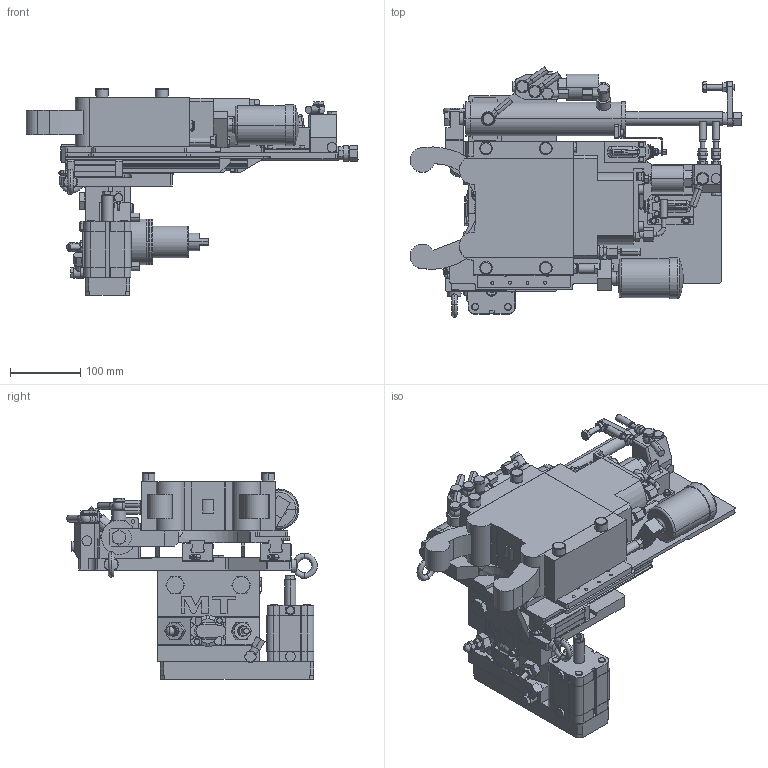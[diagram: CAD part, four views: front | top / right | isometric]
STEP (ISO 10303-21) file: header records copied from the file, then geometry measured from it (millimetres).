
FILE_DESCRIPTION((''),'2;1');
FILE_NAME('DWO0940300US_CONF','2023-05-08T09:17:51',('gvalli'),('M.T. srl'),'CREO PARAMETRIC BY PTC INC, 2021072','CREO PARAMETRIC BY PTC INC, 2021072','');
FILE_SCHEMA(('CONFIG_CONTROL_DESIGN'));
Products named in the file (1): DWO0940300US_CONF
Bounding box: 472.05 x 356.19 x 294 mm (x, y, z)
Volume: 7715940.1 mm3; surface area: 788857.8 mm2
Topology: 3 solids, 5 shells, 2727 faces, 6966 edges, 4376 vertices
Faces by surface type: plane 1359, cylinder 890, cone 325, torus 103, sphere 30, bspline 16, extrusion 2, revolution 2
Entity records: 98433 total; most frequent: CARTESIAN_POINT 32021, DIRECTION 14012, ORIENTED_EDGE 13844, EDGE_CURVE 6922, AXIS2_PLACEMENT_3D 5128, VERTEX_POINT 4376, VECTOR 3754, LINE 3752
